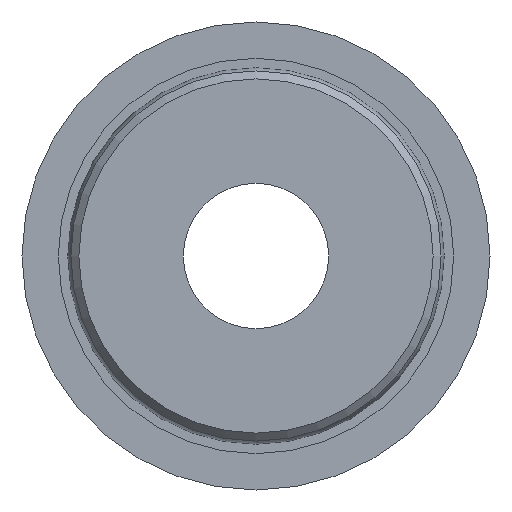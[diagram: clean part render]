
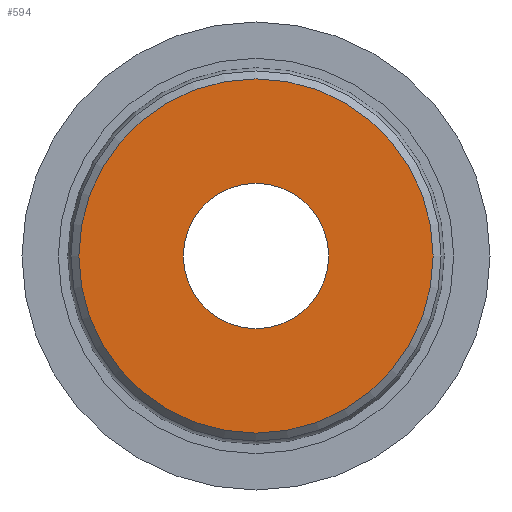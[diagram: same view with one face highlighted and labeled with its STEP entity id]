
A CAD part, front view. The second image highlights one B-rep face of the part: STEP entity #594.
In plain terms, the highlighted planar face has unit normal (0, -1, 0).
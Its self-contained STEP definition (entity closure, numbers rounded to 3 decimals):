
#29=PLANE('',#659);
#101=ORIENTED_EDGE('',*,*,#139,.F.);
#102=ORIENTED_EDGE('',*,*,#138,.T.);
#138=EDGE_CURVE('',#170,#170,#202,.T.);
#139=EDGE_CURVE('',#171,#171,#203,.T.);
#170=VERTEX_POINT('',#881);
#171=VERTEX_POINT('',#884);
#202=CIRCLE('',#658,6.7);
#203=CIRCLE('',#660,2.75);
#261=EDGE_LOOP('',(#101));
#262=EDGE_LOOP('',(#102));
#325=FACE_BOUND('',#261,.T.);
#326=FACE_BOUND('',#262,.T.);
#594=ADVANCED_FACE('',(#325,#326),#29,.F.);
#658=AXIS2_PLACEMENT_3D('',#880,#778,#779);
#659=AXIS2_PLACEMENT_3D('',#882,#780,#781);
#660=AXIS2_PLACEMENT_3D('',#883,#782,#783);
#778=DIRECTION('',(0.,-1.,0.));
#779=DIRECTION('',(0.,0.,-1.));
#780=DIRECTION('',(0.,1.,0.));
#781=DIRECTION('',(0.,0.,1.));
#782=DIRECTION('',(0.,-1.,0.));
#783=DIRECTION('',(0.,0.,-1.));
#880=CARTESIAN_POINT('',(0.,-7.75,0.));
#881=CARTESIAN_POINT('',(0.,-7.75,-6.7));
#882=CARTESIAN_POINT('',(6.7,-7.75,0.));
#883=CARTESIAN_POINT('',(0.,-7.75,0.));
#884=CARTESIAN_POINT('',(0.,-7.75,-2.75));
